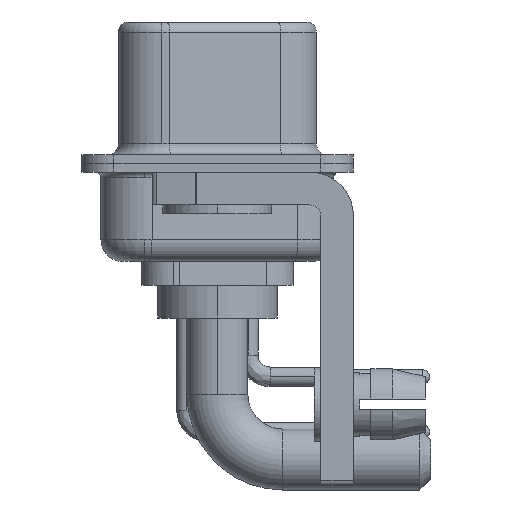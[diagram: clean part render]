
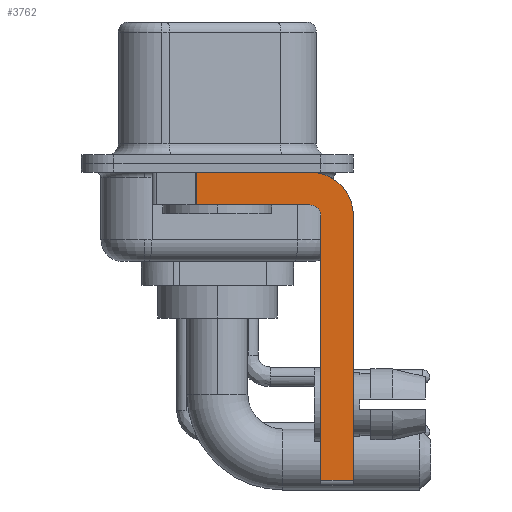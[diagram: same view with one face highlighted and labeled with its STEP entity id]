
A CAD part, left-side view. The second image highlights one B-rep face of the part: STEP entity #3762.
In plain terms, the highlighted planar face has unit normal (-1, 0, 0).
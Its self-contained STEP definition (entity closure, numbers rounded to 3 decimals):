
#114 = PLANE ( 'NONE',  #11355 ) ;
#1971 = DIRECTION ( 'NONE',  ( 0., 0., -1. ) ) ;
#2096 = EDGE_CURVE ( 'NONE', #14325, #13494, #21023, .T. ) ;
#3586 = VECTOR ( 'NONE', #5779, 1000. ) ;
#3610 = EDGE_CURVE ( 'NONE', #15519, #10327, #25608, .T. ) ;
#3762 = ADVANCED_FACE ( 'NONE', ( #24430 ), #114, .F. ) ;
#3802 = DIRECTION ( 'NONE',  ( 0., -1., 0. ) ) ;
#4139 = LINE ( 'NONE', #7570, #25779 ) ;
#4443 = AXIS2_PLACEMENT_3D ( 'NONE', #18709, #4891, #16600 ) ;
#4891 = DIRECTION ( 'NONE',  ( 1., 0., 0. ) ) ;
#5779 = DIRECTION ( 'NONE',  ( 0., -1., 0. ) ) ;
#5790 = LINE ( 'NONE', #18260, #11969 ) ;
#6296 = CARTESIAN_POINT ( 'NONE',  ( -2.9, -4.25, -2.4 ) ) ;
#6420 = DIRECTION ( 'NONE',  ( 0., 0., -1. ) ) ;
#6968 = VECTOR ( 'NONE', #1971, 1000. ) ;
#7405 = EDGE_CURVE ( 'NONE', #25832, #7839, #5790, .T. ) ;
#7570 = CARTESIAN_POINT ( 'NONE',  ( -2.9, -4.25, -1.9 ) ) ;
#7839 = VERTEX_POINT ( 'NONE', #25951 ) ;
#8238 = ORIENTED_EDGE ( 'NONE', *, *, #14284, .T. ) ;
#8364 = CARTESIAN_POINT ( 'NONE',  ( -2.9, -4.25, -1.9 ) ) ;
#8699 = EDGE_CURVE ( 'NONE', #25832, #17957, #14205, .T. ) ;
#8893 = ORIENTED_EDGE ( 'NONE', *, *, #25087, .F. ) ;
#9738 = EDGE_CURVE ( 'NONE', #7839, #14325, #15435, .T. ) ;
#9781 = VECTOR ( 'NONE', #25377, 1000. ) ;
#9843 = CARTESIAN_POINT ( 'NONE',  ( -2.9, -4.25, -14.55 ) ) ;
#9922 = CARTESIAN_POINT ( 'NONE',  ( -2.9, -4.75, -14.55 ) ) ;
#10327 = VERTEX_POINT ( 'NONE', #8364 ) ;
#11185 = ORIENTED_EDGE ( 'NONE', *, *, #7405, .F. ) ;
#11355 = AXIS2_PLACEMENT_3D ( 'NONE', #6296, #12107, #6420 ) ;
#11851 = CARTESIAN_POINT ( 'NONE',  ( -2.9, -4.75, -14.8 ) ) ;
#11969 = VECTOR ( 'NONE', #3802, 1000. ) ;
#12107 = DIRECTION ( 'NONE',  ( 1., 0., 0. ) ) ;
#12236 = ORIENTED_EDGE ( 'NONE', *, *, #9738, .F. ) ;
#13149 = DIRECTION ( 'NONE',  ( 0., 0., -1. ) ) ;
#13494 = VERTEX_POINT ( 'NONE', #20868 ) ;
#13705 = DIRECTION ( 'NONE',  ( -1., 0., 0. ) ) ;
#13836 = VECTOR ( 'NONE', #13149, 1000. ) ;
#14205 = LINE ( 'NONE', #14447, #6968 ) ;
#14284 = EDGE_CURVE ( 'NONE', #20189, #13494, #18000, .T. ) ;
#14325 = VERTEX_POINT ( 'NONE', #17620 ) ;
#14348 = EDGE_LOOP ( 'NONE', ( #11185, #17323, #16366, #14392, #8893, #8238, #14901, #12236 ) ) ;
#14392 = ORIENTED_EDGE ( 'NONE', *, *, #3610, .F. ) ;
#14447 = CARTESIAN_POINT ( 'NONE',  ( -2.9, 0.978, -1.9 ) ) ;
#14901 = ORIENTED_EDGE ( 'NONE', *, *, #2096, .F. ) ;
#15435 = CIRCLE ( 'NONE', #4443, 2. ) ;
#15519 = VERTEX_POINT ( 'NONE', #17344 ) ;
#16366 = ORIENTED_EDGE ( 'NONE', *, *, #25754, .F. ) ;
#16600 = DIRECTION ( 'NONE',  ( 0., 0., -1. ) ) ;
#17323 = ORIENTED_EDGE ( 'NONE', *, *, #8699, .T. ) ;
#17344 = CARTESIAN_POINT ( 'NONE',  ( -2.9, -4.75, -2.4 ) ) ;
#17583 = CARTESIAN_POINT ( 'NONE',  ( -2.9, 0.978, -0.4 ) ) ;
#17620 = CARTESIAN_POINT ( 'NONE',  ( -2.9, -6.25, -2.4 ) ) ;
#17957 = VERTEX_POINT ( 'NONE', #21944 ) ;
#18000 = LINE ( 'NONE', #9843, #3586 ) ;
#18260 = CARTESIAN_POINT ( 'NONE',  ( -2.9, 3., -0.4 ) ) ;
#18681 = CARTESIAN_POINT ( 'NONE',  ( -2.9, -6.25, -2.4 ) ) ;
#18709 = CARTESIAN_POINT ( 'NONE',  ( -2.9, -4.25, -2.4 ) ) ;
#19732 = DIRECTION ( 'NONE',  ( 0., 0., 1. ) ) ;
#20189 = VERTEX_POINT ( 'NONE', #9922 ) ;
#20868 = CARTESIAN_POINT ( 'NONE',  ( -2.9, -6.25, -14.55 ) ) ;
#21023 = LINE ( 'NONE', #18681, #13836 ) ;
#21944 = CARTESIAN_POINT ( 'NONE',  ( -2.9, 0.978, -1.9 ) ) ;
#21964 = LINE ( 'NONE', #11851, #9781 ) ;
#23081 = AXIS2_PLACEMENT_3D ( 'NONE', #23928, #13705, #19732 ) ;
#23928 = CARTESIAN_POINT ( 'NONE',  ( -2.9, -4.25, -2.4 ) ) ;
#24430 = FACE_OUTER_BOUND ( 'NONE', #14348, .T. ) ;
#25087 = EDGE_CURVE ( 'NONE', #20189, #15519, #21964, .T. ) ;
#25377 = DIRECTION ( 'NONE',  ( 0., 0., 1. ) ) ;
#25608 = CIRCLE ( 'NONE', #23081, 0.5 ) ;
#25754 = EDGE_CURVE ( 'NONE', #10327, #17957, #4139, .T. ) ;
#25779 = VECTOR ( 'NONE', #25965, 1000. ) ;
#25832 = VERTEX_POINT ( 'NONE', #17583 ) ;
#25951 = CARTESIAN_POINT ( 'NONE',  ( -2.9, -4.25, -0.4 ) ) ;
#25965 = DIRECTION ( 'NONE',  ( 0., 1., 0. ) ) ;
